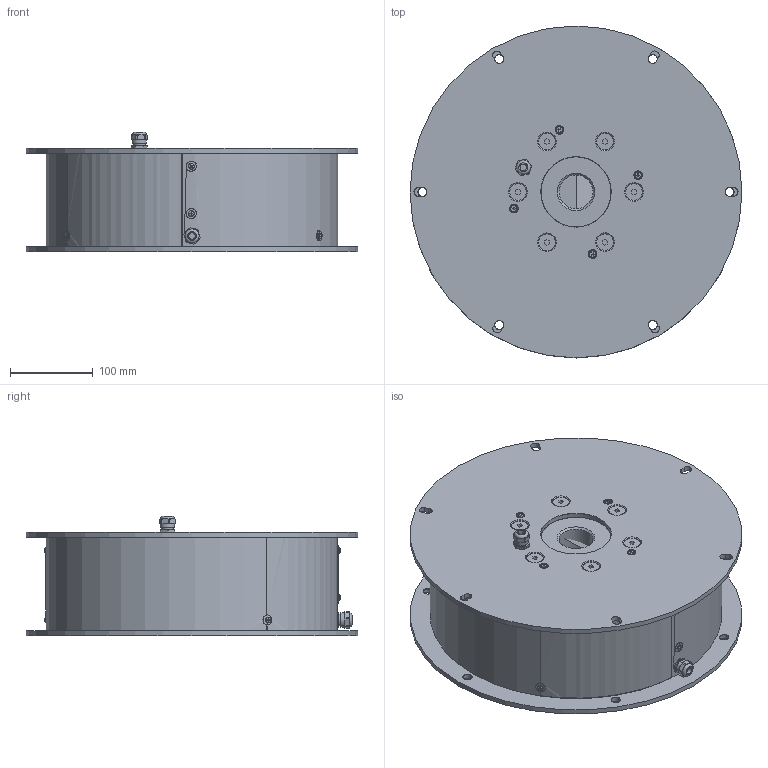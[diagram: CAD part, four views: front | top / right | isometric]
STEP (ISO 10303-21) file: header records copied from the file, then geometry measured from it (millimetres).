
FILE_DESCRIPTION((''),'2;1');
FILE_NAME('U 5000 S Modell.stp','2016-03-18T14:41:23',('bauer'),(''),'Autodesk Inventor 2012','Autodesk Inventor 2012','');
FILE_SCHEMA(('AUTOMOTIVE_DESIGN { 1 0 10303 214 1 1 1 1 }'));
Length unit declared in the file: millimetre
Products named in the file (1): U 5000 S Modell
Bounding box: 400 x 400 x 144 mm (x, y, z)
Volume: 11883411 mm3; surface area: 753911 mm2
Topology: 3 solids, 13 shells, 678 faces, 1679 edges, 1075 vertices
Faces by surface type: plane 291, cylinder 178, cone 160, torus 40, sphere 6, bspline 3
Full cylindrical faces by diameter (mm): 2.459 x2, 2.8 x3, 3 x2, 3.242 x4, 3.459 x2, 3.5 x7, 4.242 x4, 4.3 x4, 4.917 x2, 5 x4, 5.5 x1, 5.6 x4, 6.517 x2, 8 x3, 8.5 x4, 10 x4, 10.6 x6, 12 x10, 14 x4, 14.376 x2, 14.4 x6, 16.5 x1, 17 x2, 20 x12, 20.6 x6, 24 x6, 41 x1, 46.5 x1, 84.55 x1, 400 x2
Entity records: 20810 total; most frequent: CARTESIAN_POINT 5595, DIRECTION 3001, ORIENTED_EDGE 2706, EDGE_CURVE 1353, AXIS2_PLACEMENT_3D 1233, EDGE_LOOP 1042, VERTEX_POINT 985, FACE_OUTER_BOUND 678
